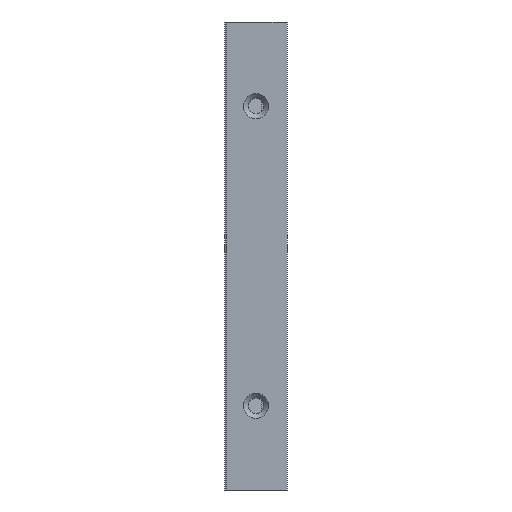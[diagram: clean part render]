
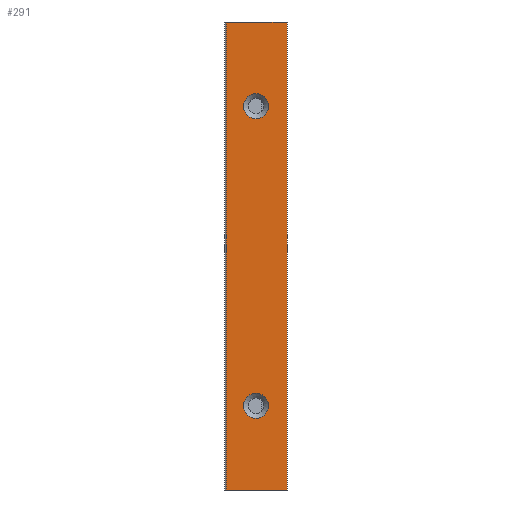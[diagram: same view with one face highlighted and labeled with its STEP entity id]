
A CAD part, left-side view. The second image highlights one B-rep face of the part: STEP entity #291.
In plain terms, the highlighted planar face has unit normal (-1, 0, 0).
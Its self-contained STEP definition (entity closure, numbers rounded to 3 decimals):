
#17=FACE_BOUND('',#62,.T.);
#18=FACE_BOUND('',#63,.T.);
#26=PLANE('',#339);
#44=FACE_OUTER_BOUND('',#61,.T.);
#61=EDGE_LOOP('',(#249,#250,#251,#252));
#62=EDGE_LOOP('',(#253));
#63=EDGE_LOOP('',(#254));
#68=LINE('',#441,#97);
#92=LINE('',#498,#121);
#93=LINE('',#500,#122);
#94=LINE('',#501,#123);
#97=VECTOR('',#362,10.);
#121=VECTOR('',#414,10.);
#122=VECTOR('',#417,10.);
#123=VECTOR('',#418,10.);
#124=CIRCLE('',#318,4.);
#126=CIRCLE('',#321,4.);
#134=VERTEX_POINT('',#425);
#136=VERTEX_POINT('',#431);
#138=VERTEX_POINT('',#437);
#140=VERTEX_POINT('',#440);
#158=VERTEX_POINT('',#494);
#159=VERTEX_POINT('',#496);
#160=EDGE_CURVE('',#134,#134,#124,.T.);
#163=EDGE_CURVE('',#136,#136,#126,.T.);
#167=EDGE_CURVE('',#138,#140,#68,.T.);
#196=EDGE_CURVE('',#158,#159,#92,.T.);
#197=EDGE_CURVE('',#158,#138,#93,.T.);
#198=EDGE_CURVE('',#140,#159,#94,.T.);
#249=ORIENTED_EDGE('',*,*,#197,.F.);
#250=ORIENTED_EDGE('',*,*,#196,.T.);
#251=ORIENTED_EDGE('',*,*,#198,.F.);
#252=ORIENTED_EDGE('',*,*,#167,.F.);
#253=ORIENTED_EDGE('',*,*,#160,.T.);
#254=ORIENTED_EDGE('',*,*,#163,.T.);
#291=ADVANCED_FACE('',(#44,#17,#18),#26,.T.);
#318=AXIS2_PLACEMENT_3D('',#426,#346,#347);
#321=AXIS2_PLACEMENT_3D('',#432,#353,#354);
#339=AXIS2_PLACEMENT_3D('',#499,#415,#416);
#346=DIRECTION('center_axis',(1.,0.,0.));
#347=DIRECTION('ref_axis',(0.,0.,1.));
#353=DIRECTION('center_axis',(1.,0.,0.));
#354=DIRECTION('ref_axis',(0.,0.,1.));
#362=DIRECTION('',(0.,0.,1.));
#414=DIRECTION('',(0.,0.,1.));
#415=DIRECTION('center_axis',(-1.,0.,0.));
#416=DIRECTION('ref_axis',(0.,-1.,0.));
#417=DIRECTION('',(0.,1.,0.));
#418=DIRECTION('',(0.,-1.,0.));
#425=CARTESIAN_POINT('',(-10.666,0.25,23.));
#426=CARTESIAN_POINT('Origin',(-10.666,0.25,27.));
#431=CARTESIAN_POINT('',(-10.666,0.25,119.));
#432=CARTESIAN_POINT('Origin',(-10.666,0.25,123.));
#437=CARTESIAN_POINT('',(-10.666,9.75,0.));
#440=CARTESIAN_POINT('',(-10.666,9.75,150.));
#441=CARTESIAN_POINT('',(-10.666,9.75,0.));
#494=CARTESIAN_POINT('',(-10.666,-9.75,0.));
#496=CARTESIAN_POINT('',(-10.666,-9.75,150.));
#498=CARTESIAN_POINT('',(-10.666,-9.75,0.));
#499=CARTESIAN_POINT('Origin',(-10.666,9.75,0.));
#500=CARTESIAN_POINT('',(-10.666,-9.75,0.));
#501=CARTESIAN_POINT('',(-10.666,-9.75,150.));
